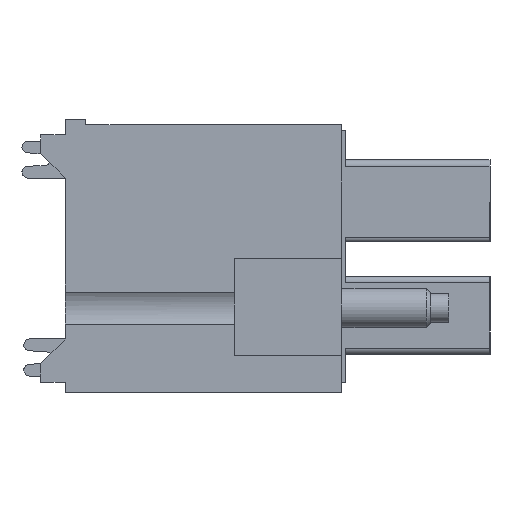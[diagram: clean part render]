
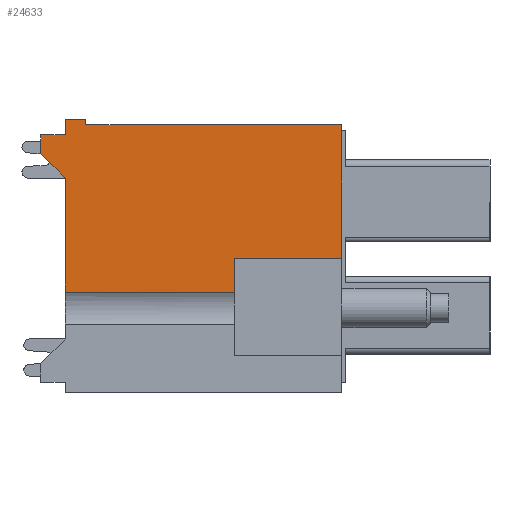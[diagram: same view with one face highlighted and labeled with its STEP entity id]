
A CAD part, left-side view. The second image highlights one B-rep face of the part: STEP entity #24633.
In plain terms, the highlighted planar face has unit normal (-1, 0, 0).
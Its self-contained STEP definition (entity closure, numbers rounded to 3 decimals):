
#923=LINE('',#36487,#4008);
#925=LINE('',#36491,#4010);
#931=LINE('',#36506,#4016);
#1107=LINE('',#36855,#4192);
#1310=LINE('',#37220,#4395);
#1430=LINE('',#37500,#4515);
#1432=LINE('',#37504,#4517);
#1433=LINE('',#37506,#4518);
#1434=LINE('',#37507,#4519);
#1435=LINE('',#37509,#4520);
#1436=LINE('',#37511,#4521);
#1437=LINE('',#37513,#4522);
#4008=VECTOR('',#28642,1000.);
#4010=VECTOR('',#28646,1000.);
#4016=VECTOR('',#28660,1000.);
#4192=VECTOR('',#28978,1000.);
#4395=VECTOR('',#29305,1000.);
#4515=VECTOR('',#29613,1000.);
#4517=VECTOR('',#29617,1000.);
#4518=VECTOR('',#29618,1000.);
#4519=VECTOR('',#29619,1000.);
#4520=VECTOR('',#29620,1000.);
#4521=VECTOR('',#29621,1000.);
#4522=VECTOR('',#29622,1000.);
#9030=ORIENTED_EDGE('',*,*,#15151,.F.);
#9031=ORIENTED_EDGE('',*,*,#15152,.T.);
#9032=ORIENTED_EDGE('',*,*,#14635,.F.);
#9033=ORIENTED_EDGE('',*,*,#14628,.F.);
#9034=ORIENTED_EDGE('',*,*,#15015,.T.);
#9035=ORIENTED_EDGE('',*,*,#15153,.F.);
#9036=ORIENTED_EDGE('',*,*,#15154,.F.);
#9037=ORIENTED_EDGE('',*,*,#15155,.F.);
#9038=ORIENTED_EDGE('',*,*,#15156,.F.);
#9039=ORIENTED_EDGE('',*,*,#14812,.F.);
#9040=ORIENTED_EDGE('',*,*,#14626,.T.);
#9041=ORIENTED_EDGE('',*,*,#15149,.T.);
#14626=EDGE_CURVE('',#18016,#18015,#923,.T.);
#14628=EDGE_CURVE('',#18017,#18018,#925,.T.);
#14635=EDGE_CURVE('',#18018,#18022,#931,.T.);
#14812=EDGE_CURVE('',#18016,#18123,#1107,.T.);
#15015=EDGE_CURVE('',#18017,#18223,#1310,.T.);
#15149=EDGE_CURVE('',#18015,#18290,#1430,.T.);
#15151=EDGE_CURVE('',#18291,#18290,#1432,.T.);
#15152=EDGE_CURVE('',#18291,#18022,#1433,.T.);
#15153=EDGE_CURVE('',#18292,#18223,#1434,.T.);
#15154=EDGE_CURVE('',#18293,#18292,#1435,.T.);
#15155=EDGE_CURVE('',#18294,#18293,#1436,.T.);
#15156=EDGE_CURVE('',#18123,#18294,#1437,.T.);
#18015=VERTEX_POINT('',#36486);
#18016=VERTEX_POINT('',#36488);
#18017=VERTEX_POINT('',#36492);
#18018=VERTEX_POINT('',#36493);
#18022=VERTEX_POINT('',#36507);
#18123=VERTEX_POINT('',#36853);
#18223=VERTEX_POINT('',#37219);
#18290=VERTEX_POINT('',#37501);
#18291=VERTEX_POINT('',#37505);
#18292=VERTEX_POINT('',#37508);
#18293=VERTEX_POINT('',#37510);
#18294=VERTEX_POINT('',#37512);
#20773=EDGE_LOOP('',(#9030,#9031,#9032,#9033,#9034,#9035,#9036,#9037,#9038,
#9039,#9040,#9041));
#22226=FACE_BOUND('',#20773,.T.);
#23530=PLANE('',#26165);
#24633=ADVANCED_FACE('',(#22226),#23530,.F.);
#26165=AXIS2_PLACEMENT_3D('',#37503,#29615,#29616);
#28642=DIRECTION('',(0.,0.,-1.));
#28646=DIRECTION('',(0.,1.,0.));
#28660=DIRECTION('',(0.,0.,-1.));
#28978=DIRECTION('',(0.,-1.,0.));
#29305=DIRECTION('',(0.,0.,1.));
#29613=DIRECTION('',(0.,-0.707,-0.707));
#29615=DIRECTION('',(1.,0.,0.));
#29616=DIRECTION('',(0.,0.,-1.));
#29617=DIRECTION('',(0.,0.,1.));
#29618=DIRECTION('',(0.,-1.,0.));
#29619=DIRECTION('',(0.,-1.,0.));
#29620=DIRECTION('',(0.,0.,-1.));
#29621=DIRECTION('',(0.,-1.,0.));
#29622=DIRECTION('',(0.,0.,1.));
#36486=CARTESIAN_POINT('',(-12.65,14.6,5.1));
#36487=CARTESIAN_POINT('',(-12.65,14.6,6.));
#36488=CARTESIAN_POINT('',(-12.65,14.6,6.));
#36491=CARTESIAN_POINT('',(-12.65,0.,0.));
#36492=CARTESIAN_POINT('',(-12.65,0.,0.));
#36493=CARTESIAN_POINT('',(-12.65,5.2,0.));
#36506=CARTESIAN_POINT('',(-12.65,5.2,0.));
#36507=CARTESIAN_POINT('',(-12.65,5.2,-1.624));
#36853=CARTESIAN_POINT('',(-12.65,13.4,6.));
#36855=CARTESIAN_POINT('',(-12.65,14.6,6.));
#37219=CARTESIAN_POINT('',(-12.65,0.,6.5));
#37220=CARTESIAN_POINT('',(-12.65,0.,-6.5));
#37500=CARTESIAN_POINT('',(-12.65,13.4,3.9));
#37501=CARTESIAN_POINT('',(-12.65,13.4,3.9));
#37503=CARTESIAN_POINT('',(-12.65,13.4,-6.5));
#37504=CARTESIAN_POINT('',(-12.65,13.4,-6.5));
#37505=CARTESIAN_POINT('',(-12.65,13.4,-1.624));
#37506=CARTESIAN_POINT('',(-12.65,17.712,-1.624));
#37507=CARTESIAN_POINT('',(-12.65,13.4,6.5));
#37508=CARTESIAN_POINT('',(-12.65,12.4,6.5));
#37509=CARTESIAN_POINT('',(-12.65,12.4,6.5));
#37510=CARTESIAN_POINT('',(-12.65,12.4,6.75));
#37511=CARTESIAN_POINT('',(-12.65,12.4,6.75));
#37512=CARTESIAN_POINT('',(-12.65,13.4,6.75));
#37513=CARTESIAN_POINT('',(-12.65,13.4,-6.5));
